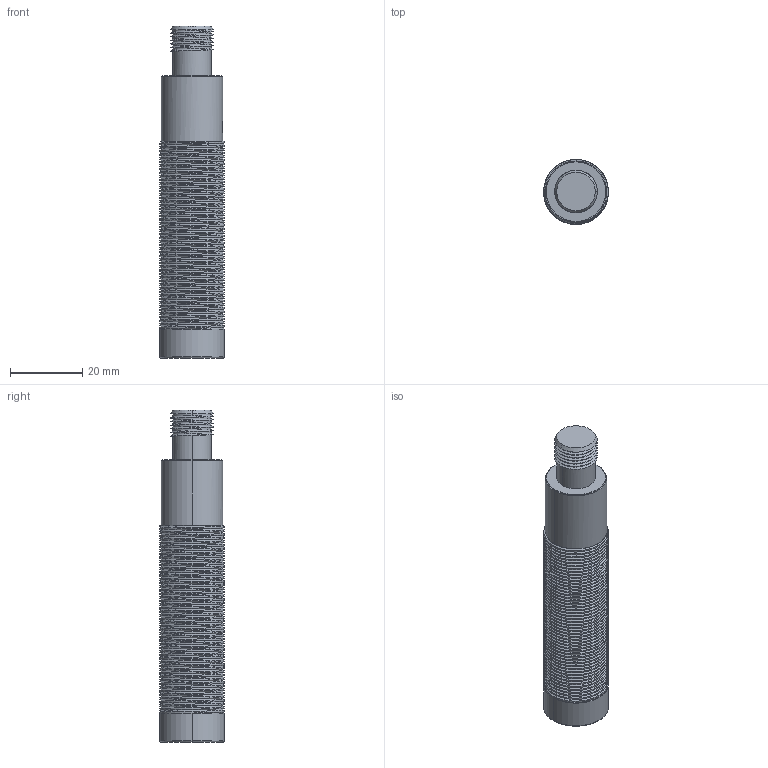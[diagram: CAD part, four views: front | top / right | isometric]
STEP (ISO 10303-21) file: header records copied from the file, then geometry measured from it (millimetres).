
FILE_DESCRIPTION((''),'2;1');
FILE_NAME('252363_SM01_ASM','2025-10-07T13:34:53',('banengservice'),('BANNER ENGINEERING'),'CREO PARAMETRIC BY PTC INC, 2022414','CREO PARAMETRIC BY PTC INC, 2022414','');
FILE_SCHEMA(('CONFIG_CONTROL_DESIGN'));
Length unit declared in the file: millimetre
Products named in the file (2): 252363_EP01; 252363_SM01_ASM
Assembly tree (1 placements, depth 2):
  252363_SM01_ASM
    252363_EP01
Bounding box: 18 x 18 x 92 mm (x, y, z)
Surface area: 7101.6 mm2 (no closed solid volume)
Topology: 0 solids, 1 shells, 145 faces, 417 edges, 276 vertices
Faces by surface type: cylinder 123, plane 10, bspline 6, cone 2, torus 2, extrusion 2
Entity records: 27785 total; most frequent: CARTESIAN_POINT 24407, ORIENTED_EDGE 828, DIRECTION 478, EDGE_CURVE 417, VERTEX_POINT 276, B_SPLINE_CURVE_WITH_KNOTS 252, AXIS2_PLACEMENT_3D 169, EDGE_LOOP 149
